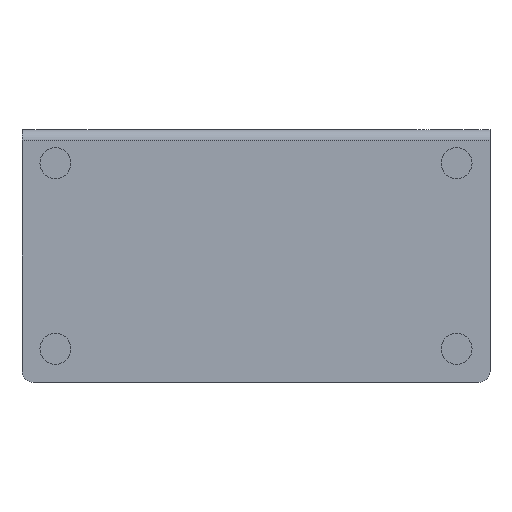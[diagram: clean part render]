
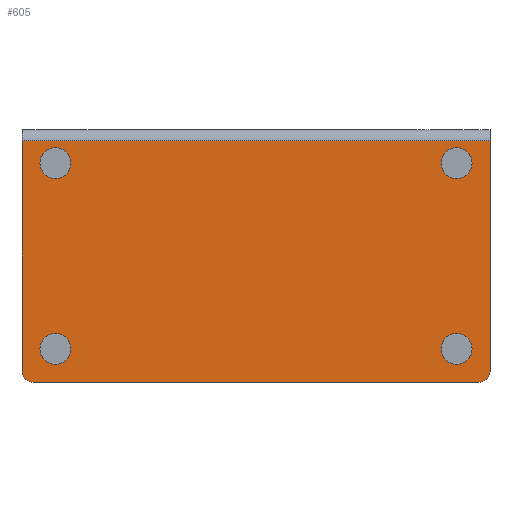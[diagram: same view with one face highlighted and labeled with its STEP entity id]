
A CAD part, front view. The second image highlights one B-rep face of the part: STEP entity #605.
In plain terms, the highlighted planar face has unit normal (0, -1, 0).
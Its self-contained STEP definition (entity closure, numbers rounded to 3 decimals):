
#17=FACE_BOUND('',#97,.T.);
#18=FACE_BOUND('',#98,.T.);
#19=FACE_BOUND('',#99,.T.);
#20=FACE_BOUND('',#100,.T.);
#28=PLANE('',#669);
#57=FACE_OUTER_BOUND('',#96,.T.);
#96=EDGE_LOOP('',(#480,#481,#482,#483,#484,#485));
#97=EDGE_LOOP('',(#486));
#98=EDGE_LOOP('',(#487));
#99=EDGE_LOOP('',(#488));
#100=EDGE_LOOP('',(#489));
#132=CIRCLE('',#666,1.5);
#134=CIRCLE('',#670,1.5);
#135=CIRCLE('',#671,2.085);
#136=CIRCLE('',#672,2.085);
#137=CIRCLE('',#673,2.085);
#138=CIRCLE('',#674,2.085);
#182=LINE('',#992,#241);
#185=LINE('',#999,#244);
#186=LINE('',#1003,#245);
#187=LINE('',#1004,#246);
#241=VECTOR('',#792,10.);
#244=VECTOR('',#799,10.);
#245=VECTOR('',#802,10.);
#246=VECTOR('',#803,10.);
#304=VERTEX_POINT('',#985);
#305=VERTEX_POINT('',#987);
#306=VERTEX_POINT('',#991);
#308=VERTEX_POINT('',#998);
#309=VERTEX_POINT('',#1000);
#310=VERTEX_POINT('',#1002);
#311=VERTEX_POINT('',#1005);
#312=VERTEX_POINT('',#1007);
#313=VERTEX_POINT('',#1009);
#314=VERTEX_POINT('',#1011);
#370=EDGE_CURVE('',#304,#305,#132,.T.);
#372=EDGE_CURVE('',#306,#305,#182,.T.);
#376=EDGE_CURVE('',#304,#308,#185,.T.);
#377=EDGE_CURVE('',#309,#308,#134,.T.);
#378=EDGE_CURVE('',#309,#310,#186,.T.);
#379=EDGE_CURVE('',#306,#310,#187,.T.);
#380=EDGE_CURVE('',#311,#311,#135,.T.);
#381=EDGE_CURVE('',#312,#312,#136,.T.);
#382=EDGE_CURVE('',#313,#313,#137,.T.);
#383=EDGE_CURVE('',#314,#314,#138,.T.);
#480=ORIENTED_EDGE('',*,*,#370,.F.);
#481=ORIENTED_EDGE('',*,*,#376,.T.);
#482=ORIENTED_EDGE('',*,*,#377,.F.);
#483=ORIENTED_EDGE('',*,*,#378,.T.);
#484=ORIENTED_EDGE('',*,*,#379,.F.);
#485=ORIENTED_EDGE('',*,*,#372,.T.);
#486=ORIENTED_EDGE('',*,*,#380,.T.);
#487=ORIENTED_EDGE('',*,*,#381,.T.);
#488=ORIENTED_EDGE('',*,*,#382,.T.);
#489=ORIENTED_EDGE('',*,*,#383,.T.);
#605=ADVANCED_FACE('',(#57,#17,#18,#19,#20),#28,.F.);
#666=AXIS2_PLACEMENT_3D('',#988,#787,#788);
#669=AXIS2_PLACEMENT_3D('',#997,#797,#798);
#670=AXIS2_PLACEMENT_3D('',#1001,#800,#801);
#671=AXIS2_PLACEMENT_3D('',#1006,#804,#805);
#672=AXIS2_PLACEMENT_3D('',#1008,#806,#807);
#673=AXIS2_PLACEMENT_3D('',#1010,#808,#809);
#674=AXIS2_PLACEMENT_3D('',#1012,#810,#811);
#787=DIRECTION('center_axis',(0.,1.,0.));
#788=DIRECTION('ref_axis',(-0.707,0.,-0.707));
#792=DIRECTION('',(0.,0.,-1.));
#797=DIRECTION('center_axis',(0.,1.,0.));
#798=DIRECTION('ref_axis',(1.,0.,0.));
#799=DIRECTION('',(1.,0.,0.));
#800=DIRECTION('center_axis',(0.,1.,0.));
#801=DIRECTION('ref_axis',(0.707,0.,-0.707));
#802=DIRECTION('',(0.,0.,1.));
#803=DIRECTION('',(1.,0.,0.));
#804=DIRECTION('center_axis',(0.,1.,0.));
#805=DIRECTION('ref_axis',(1.,0.,0.));
#806=DIRECTION('center_axis',(0.,1.,0.));
#807=DIRECTION('ref_axis',(1.,0.,0.));
#808=DIRECTION('center_axis',(0.,1.,0.));
#809=DIRECTION('ref_axis',(1.,0.,0.));
#810=DIRECTION('center_axis',(0.,1.,0.));
#811=DIRECTION('ref_axis',(1.,0.,0.));
#985=CARTESIAN_POINT('',(-30.,0.,-34.));
#987=CARTESIAN_POINT('',(-31.5,0.,-32.5));
#988=CARTESIAN_POINT('Origin',(-30.,0.,-32.5));
#991=CARTESIAN_POINT('',(-31.5,0.,-1.5));
#992=CARTESIAN_POINT('',(-31.5,0.,0.));
#997=CARTESIAN_POINT('Origin',(0.,0.,-17.));
#998=CARTESIAN_POINT('',(30.,0.,-34.));
#999=CARTESIAN_POINT('',(-31.5,0.,-34.));
#1000=CARTESIAN_POINT('',(31.5,0.,-32.5));
#1001=CARTESIAN_POINT('Origin',(30.,0.,-32.5));
#1002=CARTESIAN_POINT('',(31.5,0.,-1.5));
#1003=CARTESIAN_POINT('',(31.5,0.,-34.));
#1004=CARTESIAN_POINT('',(-15.75,0.,-1.5));
#1005=CARTESIAN_POINT('',(-29.085,0.,-29.5));
#1006=CARTESIAN_POINT('Origin',(-27.,0.,-29.5));
#1007=CARTESIAN_POINT('',(24.915,0.,-4.5));
#1008=CARTESIAN_POINT('Origin',(27.,0.,-4.5));
#1009=CARTESIAN_POINT('',(-29.085,0.,-4.5));
#1010=CARTESIAN_POINT('Origin',(-27.,0.,-4.5));
#1011=CARTESIAN_POINT('',(24.915,0.,-29.5));
#1012=CARTESIAN_POINT('Origin',(27.,0.,-29.5));
